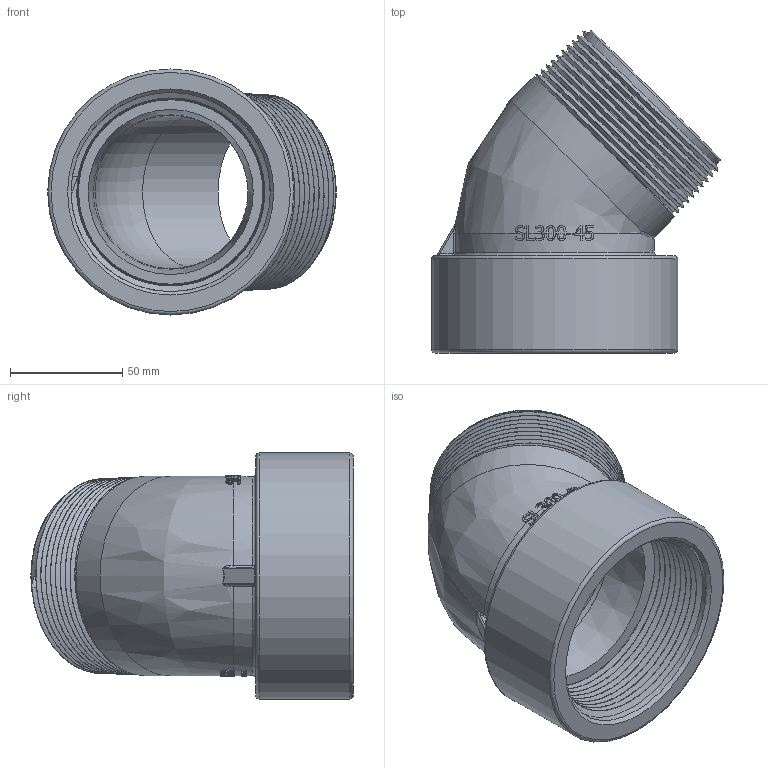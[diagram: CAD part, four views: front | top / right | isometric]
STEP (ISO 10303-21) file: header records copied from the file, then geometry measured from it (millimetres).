
FILE_DESCRIPTION((''),'2;1');
FILE_NAME('SL300-45.stp','2013-07-08T14:30:05',('mclevenger'),(''),'Autodesk Inventor 2013','Autodesk Inventor 2013','');
FILE_SCHEMA(('AUTOMOTIVE_DESIGN { 1 0 10303 214 1 1 1 1 }'));
Length unit declared in the file: inch
Products named in the file (1): SL300-45
Bounding box: 128.74 x 143.73 x 109.73 mm (x, y, z)
Volume: 382748.9 mm3; surface area: 92722.3 mm2
Topology: 1 solids, 1 shells, 464 faces, 1262 edges, 830 vertices
Faces by surface type: bspline 195, plane 186, cylinder 53, cone 23, torus 7
Full cylindrical faces by diameter (mm): 68.326 x1, 88.9 x1, 109.728 x1
Entity records: 41310 total; most frequent: CARTESIAN_POINT 31525, ORIENTED_EDGE 2392, DIRECTION 1374, EDGE_CURVE 1196, VERTEX_POINT 793, B_SPLINE_CURVE_WITH_KNOTS 541, EDGE_LOOP 490, AXIS2_PLACEMENT_3D 467
